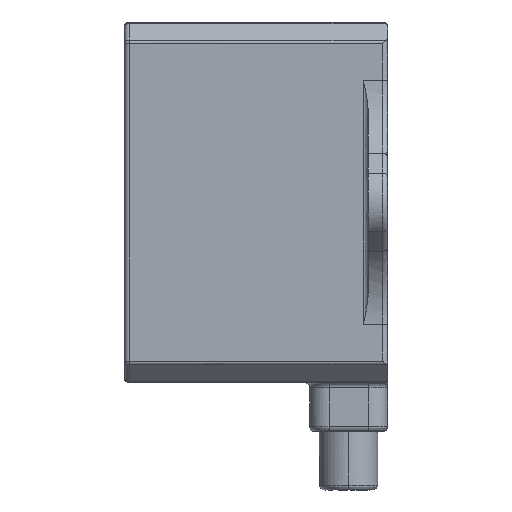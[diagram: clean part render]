
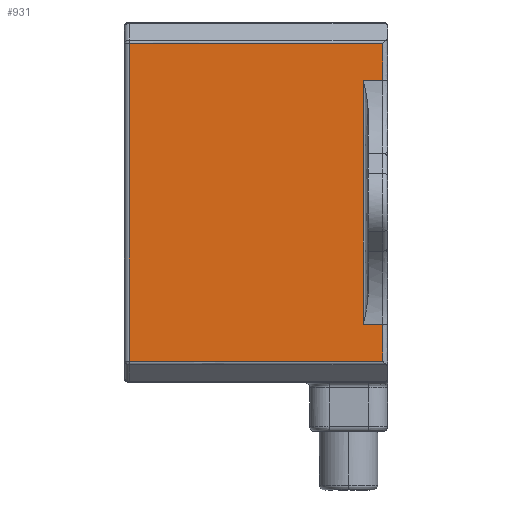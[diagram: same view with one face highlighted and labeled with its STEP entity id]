
A CAD part, left-side view. The second image highlights one B-rep face of the part: STEP entity #931.
In plain terms, the highlighted free-form (B-spline) face has degree [1, 1] with [2, 2] control points.
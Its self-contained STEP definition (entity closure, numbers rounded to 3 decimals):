
#931 = ADVANCED_FACE('',(#932),#990,.F.);
#932 = FACE_BOUND('',#933,.T.);
#933 = EDGE_LOOP('',(#934,#943,#950,#957,#964,#971,#978,#985));
#934 = ORIENTED_EDGE('',*,*,#935,.T.);
#935 = EDGE_CURVE('',#936,#938,#940,.T.);
#936 = VERTEX_POINT('',#937);
#937 = CARTESIAN_POINT('',(-31.675,0.576,
    -14.399));
#938 = VERTEX_POINT('',#939);
#939 = CARTESIAN_POINT('',(-31.675,2.88,
    -14.399));
#940 = B_SPLINE_CURVE_WITH_KNOTS('',1,(#941,#942),.UNSPECIFIED.,.F.,.F.,
  (2,2),(-1.5,0.5),.PIECEWISE_BEZIER_KNOTS.);
#941 = CARTESIAN_POINT('',(-31.675,0.576,
    -14.399));
#942 = CARTESIAN_POINT('',(-31.675,2.88,
    -14.399));
#943 = ORIENTED_EDGE('',*,*,#944,.T.);
#944 = EDGE_CURVE('',#938,#945,#947,.T.);
#945 = VERTEX_POINT('',#946);
#946 = CARTESIAN_POINT('',(-31.675,2.88,
    14.399));
#947 = B_SPLINE_CURVE_WITH_KNOTS('',1,(#948,#949),.UNSPECIFIED.,.F.,.F.,
  (2,2),(-25.003,0.),.PIECEWISE_BEZIER_KNOTS.);
#948 = CARTESIAN_POINT('',(-31.675,2.88,
    -14.399));
#949 = CARTESIAN_POINT('',(-31.675,2.88,
    14.399));
#950 = ORIENTED_EDGE('',*,*,#951,.T.);
#951 = EDGE_CURVE('',#945,#952,#954,.T.);
#952 = VERTEX_POINT('',#953);
#953 = CARTESIAN_POINT('',(-31.675,0.576,
    14.399));
#954 = B_SPLINE_CURVE_WITH_KNOTS('',1,(#955,#956),.UNSPECIFIED.,.F.,.F.,
  (2,2),(-2.5,-0.5),.PIECEWISE_BEZIER_KNOTS.);
#955 = CARTESIAN_POINT('',(-31.675,2.88,
    14.399));
#956 = CARTESIAN_POINT('',(-31.675,0.576,
    14.399));
#957 = ORIENTED_EDGE('',*,*,#958,.T.);
#958 = EDGE_CURVE('',#952,#959,#961,.T.);
#959 = VERTEX_POINT('',#960);
#960 = CARTESIAN_POINT('',(-31.675,0.576,
    18.766));
#961 = B_SPLINE_CURVE_WITH_KNOTS('',1,(#962,#963),.UNSPECIFIED.,.F.,.F.,
  (2,2),(-3.998,-0.207),.PIECEWISE_BEZIER_KNOTS.);
#962 = CARTESIAN_POINT('',(-31.675,0.576,
    14.399));
#963 = CARTESIAN_POINT('',(-31.675,0.576,
    18.766));
#964 = ORIENTED_EDGE('',*,*,#965,.T.);
#965 = EDGE_CURVE('',#959,#966,#968,.T.);
#966 = VERTEX_POINT('',#967);
#967 = CARTESIAN_POINT('',(-31.675,30.523,
    18.766));
#968 = B_SPLINE_CURVE_WITH_KNOTS('',1,(#969,#970),.UNSPECIFIED.,.F.,.F.,
  (2,2),(-7.5,18.5),.PIECEWISE_BEZIER_KNOTS.);
#969 = CARTESIAN_POINT('',(-31.675,0.576,
    18.766));
#970 = CARTESIAN_POINT('',(-31.675,30.523,
    18.766));
#971 = ORIENTED_EDGE('',*,*,#972,.T.);
#972 = EDGE_CURVE('',#966,#973,#975,.T.);
#973 = VERTEX_POINT('',#974);
#974 = CARTESIAN_POINT('',(-31.675,30.523,
    -18.766));
#975 = B_SPLINE_CURVE_WITH_KNOTS('',1,(#976,#977),.UNSPECIFIED.,.F.,.F.,
  (2,2),(0.207,32.793),.PIECEWISE_BEZIER_KNOTS.);
#976 = CARTESIAN_POINT('',(-31.675,30.523,
    18.766));
#977 = CARTESIAN_POINT('',(-31.675,30.523,
    -18.766));
#978 = ORIENTED_EDGE('',*,*,#979,.T.);
#979 = EDGE_CURVE('',#973,#980,#982,.T.);
#980 = VERTEX_POINT('',#981);
#981 = CARTESIAN_POINT('',(-31.675,0.576,
    -18.766));
#982 = B_SPLINE_CURVE_WITH_KNOTS('',1,(#983,#984),.UNSPECIFIED.,.F.,.F.,
  (2,2),(-18.5,7.5),.PIECEWISE_BEZIER_KNOTS.);
#983 = CARTESIAN_POINT('',(-31.675,30.523,
    -18.766));
#984 = CARTESIAN_POINT('',(-31.675,0.576,
    -18.766));
#985 = ORIENTED_EDGE('',*,*,#986,.T.);
#986 = EDGE_CURVE('',#980,#936,#987,.T.);
#987 = B_SPLINE_CURVE_WITH_KNOTS('',1,(#988,#989),.UNSPECIFIED.,.F.,.F.,
  (2,2),(-32.793,-29.002),.PIECEWISE_BEZIER_KNOTS.);
#988 = CARTESIAN_POINT('',(-31.675,0.576,
    -18.766));
#989 = CARTESIAN_POINT('',(-31.675,0.576,
    -14.399));
#990 = B_SPLINE_SURFACE_WITH_KNOTS('',1,1,(
    (#991,#992)
    ,(#993,#994
    )),.UNSPECIFIED.,.F.,.F.,.F.,(2,2),(2,2),(0.207,
    32.793),(-7.5,18.5),.PIECEWISE_BEZIER_KNOTS.);
#991 = CARTESIAN_POINT('',(-31.675,0.576,
    18.766));
#992 = CARTESIAN_POINT('',(-31.675,30.523,
    18.766));
#993 = CARTESIAN_POINT('',(-31.675,0.576,
    -18.766));
#994 = CARTESIAN_POINT('',(-31.675,30.523,
    -18.766));
